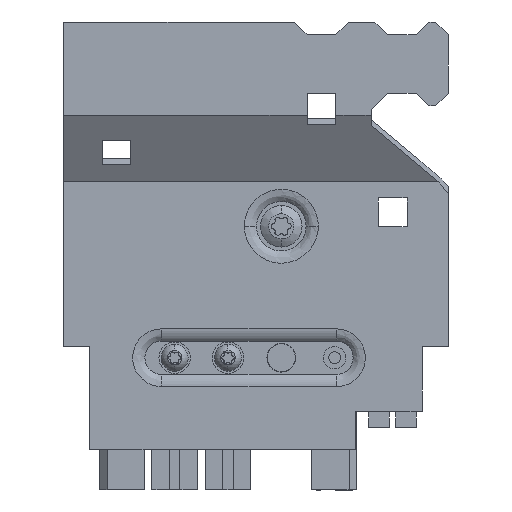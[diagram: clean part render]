
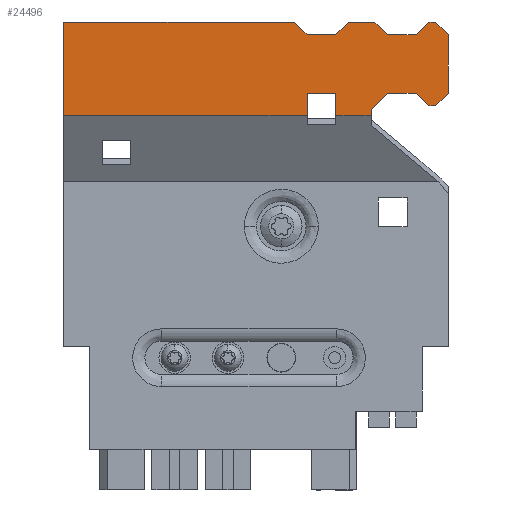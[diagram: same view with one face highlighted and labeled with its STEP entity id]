
A CAD part, front view. The second image highlights one B-rep face of the part: STEP entity #24496.
In plain terms, the highlighted planar face has unit normal (0, -1, 0).
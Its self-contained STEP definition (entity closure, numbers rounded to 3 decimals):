
#24339=AXIS2_PLACEMENT_3D('Plane Axis2P3D',#24336,#24337,#24338) ;
#22866=CARTESIAN_POINT('Line Origine',(40.45,0.,53.588)) ;
#22870=CARTESIAN_POINT('Vertex',(42.001,0.,53.588)) ;
#22872=CARTESIAN_POINT('Vertex',(38.9,0.,53.588)) ;
#22893=CARTESIAN_POINT('Vertex',(34.8,0.,53.588)) ;
#22896=CARTESIAN_POINT('Line Origine',(17.4,0.,53.588)) ;
#22900=CARTESIAN_POINT('Vertex',(0.,0.,53.588)) ;
#22912=CARTESIAN_POINT('Vertex',(44.001,0.,53.588)) ;
#22915=CARTESIAN_POINT('Line Origine',(43.001,0.,53.588)) ;
#22972=CARTESIAN_POINT('Line Origine',(0.,0.,60.242)) ;
#22976=CARTESIAN_POINT('Vertex',(0.,0.,66.896)) ;
#24319=CARTESIAN_POINT('Vertex',(44.001,0.,54.397)) ;
#24322=CARTESIAN_POINT('Line Origine',(44.001,0.,53.992)) ;
#24336=CARTESIAN_POINT('Axis2P3D Location',(23.5,0.,17.498)) ;
#24341=CARTESIAN_POINT('Line Origine',(45.15,0.,55.546)) ;
#24345=CARTESIAN_POINT('Vertex',(46.3,0.,56.696)) ;
#24348=CARTESIAN_POINT('Line Origine',(48.35,0.,56.696)) ;
#24352=CARTESIAN_POINT('Vertex',(50.4,0.,56.696)) ;
#24355=CARTESIAN_POINT('Line Origine',(51.3,0.,55.796)) ;
#24359=CARTESIAN_POINT('Vertex',(52.2,0.,54.896)) ;
#24362=CARTESIAN_POINT('Line Origine',(52.7,0.,54.896)) ;
#24366=CARTESIAN_POINT('Vertex',(53.2,0.,54.896)) ;
#24369=CARTESIAN_POINT('Line Origine',(54.1,0.,55.796)) ;
#24373=CARTESIAN_POINT('Vertex',(55.,0.,56.696)) ;
#24376=CARTESIAN_POINT('Line Origine',(55.,0.,60.896)) ;
#24380=CARTESIAN_POINT('Vertex',(55.,0.,65.096)) ;
#24383=CARTESIAN_POINT('Line Origine',(54.1,0.,65.996)) ;
#24387=CARTESIAN_POINT('Vertex',(53.2,0.,66.896)) ;
#24390=CARTESIAN_POINT('Line Origine',(52.7,0.,66.896)) ;
#24394=CARTESIAN_POINT('Vertex',(52.2,0.,66.896)) ;
#24397=CARTESIAN_POINT('Line Origine',(51.3,0.,65.996)) ;
#24401=CARTESIAN_POINT('Vertex',(50.4,0.,65.096)) ;
#24404=CARTESIAN_POINT('Line Origine',(48.35,0.,65.096)) ;
#24408=CARTESIAN_POINT('Vertex',(46.3,0.,65.096)) ;
#24411=CARTESIAN_POINT('Line Origine',(45.4,0.,65.996)) ;
#24415=CARTESIAN_POINT('Vertex',(44.5,0.,66.896)) ;
#24418=CARTESIAN_POINT('Line Origine',(42.6,0.,66.896)) ;
#24422=CARTESIAN_POINT('Vertex',(40.7,0.,66.896)) ;
#24425=CARTESIAN_POINT('Line Origine',(39.8,0.,65.996)) ;
#24429=CARTESIAN_POINT('Vertex',(38.9,0.,65.096)) ;
#24432=CARTESIAN_POINT('Line Origine',(36.85,0.,65.096)) ;
#24436=CARTESIAN_POINT('Vertex',(34.8,0.,65.096)) ;
#24439=CARTESIAN_POINT('Line Origine',(33.9,0.,65.996)) ;
#24443=CARTESIAN_POINT('Vertex',(33.,0.,66.896)) ;
#24446=CARTESIAN_POINT('Line Origine',(16.5,0.,66.896)) ;
#24451=CARTESIAN_POINT('Line Origine',(34.8,0.,55.142)) ;
#24455=CARTESIAN_POINT('Vertex',(34.8,0.,56.696)) ;
#24458=CARTESIAN_POINT('Line Origine',(36.85,0.,56.696)) ;
#24462=CARTESIAN_POINT('Vertex',(38.9,0.,56.696)) ;
#24465=CARTESIAN_POINT('Line Origine',(38.9,0.,55.142)) ;
#22867=DIRECTION('Vector Direction',(-1.,0.,0.)) ;
#22897=DIRECTION('Vector Direction',(-1.,0.,0.)) ;
#22916=DIRECTION('Vector Direction',(-1.,0.,0.)) ;
#22973=DIRECTION('Vector Direction',(0.,0.,1.)) ;
#24323=DIRECTION('Vector Direction',(0.,0.,-1.)) ;
#24337=DIRECTION('Axis2P3D Direction',(0.,1.,0.)) ;
#24338=DIRECTION('Axis2P3D XDirection',(-1.,0.,0.)) ;
#24342=DIRECTION('Vector Direction',(0.707,0.,0.707)) ;
#24349=DIRECTION('Vector Direction',(1.,0.,0.)) ;
#24356=DIRECTION('Vector Direction',(0.707,0.,-0.707)) ;
#24363=DIRECTION('Vector Direction',(1.,0.,0.)) ;
#24370=DIRECTION('Vector Direction',(0.707,0.,0.707)) ;
#24377=DIRECTION('Vector Direction',(0.,0.,-1.)) ;
#24384=DIRECTION('Vector Direction',(0.707,0.,-0.707)) ;
#24391=DIRECTION('Vector Direction',(1.,0.,0.)) ;
#24398=DIRECTION('Vector Direction',(0.707,0.,0.707)) ;
#24405=DIRECTION('Vector Direction',(1.,0.,0.)) ;
#24412=DIRECTION('Vector Direction',(0.707,0.,-0.707)) ;
#24419=DIRECTION('Vector Direction',(1.,0.,0.)) ;
#24426=DIRECTION('Vector Direction',(0.707,0.,0.707)) ;
#24433=DIRECTION('Vector Direction',(1.,0.,0.)) ;
#24440=DIRECTION('Vector Direction',(0.707,0.,-0.707)) ;
#24447=DIRECTION('Vector Direction',(-1.,0.,0.)) ;
#24452=DIRECTION('Vector Direction',(0.,0.,1.)) ;
#24459=DIRECTION('Vector Direction',(-1.,0.,0.)) ;
#24466=DIRECTION('Vector Direction',(0.,0.,-1.)) ;
#22868=VECTOR('Line Direction',#22867,1.) ;
#22898=VECTOR('Line Direction',#22897,1.) ;
#22917=VECTOR('Line Direction',#22916,1.) ;
#22974=VECTOR('Line Direction',#22973,1.) ;
#24324=VECTOR('Line Direction',#24323,1.) ;
#24343=VECTOR('Line Direction',#24342,1.) ;
#24350=VECTOR('Line Direction',#24349,1.) ;
#24357=VECTOR('Line Direction',#24356,1.) ;
#24364=VECTOR('Line Direction',#24363,1.) ;
#24371=VECTOR('Line Direction',#24370,1.) ;
#24378=VECTOR('Line Direction',#24377,1.) ;
#24385=VECTOR('Line Direction',#24384,1.) ;
#24392=VECTOR('Line Direction',#24391,1.) ;
#24399=VECTOR('Line Direction',#24398,1.) ;
#24406=VECTOR('Line Direction',#24405,1.) ;
#24413=VECTOR('Line Direction',#24412,1.) ;
#24420=VECTOR('Line Direction',#24419,1.) ;
#24427=VECTOR('Line Direction',#24426,1.) ;
#24434=VECTOR('Line Direction',#24433,1.) ;
#24441=VECTOR('Line Direction',#24440,1.) ;
#24448=VECTOR('Line Direction',#24447,1.) ;
#24453=VECTOR('Line Direction',#24452,1.) ;
#24460=VECTOR('Line Direction',#24459,1.) ;
#24467=VECTOR('Line Direction',#24466,1.) ;
#24471=ORIENTED_EDGE('',*,*,#24326,.F.) ;
#24472=ORIENTED_EDGE('',*,*,#24347,.T.) ;
#24473=ORIENTED_EDGE('',*,*,#24354,.T.) ;
#24474=ORIENTED_EDGE('',*,*,#24361,.T.) ;
#24475=ORIENTED_EDGE('',*,*,#24368,.T.) ;
#24476=ORIENTED_EDGE('',*,*,#24375,.T.) ;
#24477=ORIENTED_EDGE('',*,*,#24382,.F.) ;
#24478=ORIENTED_EDGE('',*,*,#24389,.F.) ;
#24479=ORIENTED_EDGE('',*,*,#24396,.F.) ;
#24480=ORIENTED_EDGE('',*,*,#24403,.F.) ;
#24481=ORIENTED_EDGE('',*,*,#24410,.F.) ;
#24482=ORIENTED_EDGE('',*,*,#24417,.F.) ;
#24483=ORIENTED_EDGE('',*,*,#24424,.F.) ;
#24484=ORIENTED_EDGE('',*,*,#24431,.F.) ;
#24485=ORIENTED_EDGE('',*,*,#24438,.F.) ;
#24486=ORIENTED_EDGE('',*,*,#24445,.F.) ;
#24487=ORIENTED_EDGE('',*,*,#24450,.T.) ;
#24488=ORIENTED_EDGE('',*,*,#22978,.F.) ;
#24489=ORIENTED_EDGE('',*,*,#22902,.F.) ;
#24490=ORIENTED_EDGE('',*,*,#24457,.T.) ;
#24491=ORIENTED_EDGE('',*,*,#24464,.F.) ;
#24492=ORIENTED_EDGE('',*,*,#24469,.T.) ;
#24493=ORIENTED_EDGE('',*,*,#22874,.F.) ;
#24494=ORIENTED_EDGE('',*,*,#22919,.F.) ;
#24496=ADVANCED_FACE('shild',(#24495),#24340,.F.) ;
#22874=EDGE_CURVE('',#22871,#22873,#22869,.T.) ;
#22902=EDGE_CURVE('',#22894,#22901,#22899,.T.) ;
#22919=EDGE_CURVE('',#22913,#22871,#22918,.T.) ;
#22978=EDGE_CURVE('',#22901,#22977,#22975,.T.) ;
#24326=EDGE_CURVE('',#24320,#22913,#24325,.T.) ;
#24347=EDGE_CURVE('',#24320,#24346,#24344,.T.) ;
#24354=EDGE_CURVE('',#24346,#24353,#24351,.T.) ;
#24361=EDGE_CURVE('',#24353,#24360,#24358,.T.) ;
#24368=EDGE_CURVE('',#24360,#24367,#24365,.T.) ;
#24375=EDGE_CURVE('',#24367,#24374,#24372,.T.) ;
#24382=EDGE_CURVE('',#24381,#24374,#24379,.T.) ;
#24389=EDGE_CURVE('',#24388,#24381,#24386,.T.) ;
#24396=EDGE_CURVE('',#24395,#24388,#24393,.T.) ;
#24403=EDGE_CURVE('',#24402,#24395,#24400,.T.) ;
#24410=EDGE_CURVE('',#24409,#24402,#24407,.T.) ;
#24417=EDGE_CURVE('',#24416,#24409,#24414,.T.) ;
#24424=EDGE_CURVE('',#24423,#24416,#24421,.T.) ;
#24431=EDGE_CURVE('',#24430,#24423,#24428,.T.) ;
#24438=EDGE_CURVE('',#24437,#24430,#24435,.T.) ;
#24445=EDGE_CURVE('',#24444,#24437,#24442,.T.) ;
#24450=EDGE_CURVE('',#24444,#22977,#24449,.T.) ;
#24457=EDGE_CURVE('',#22894,#24456,#24454,.T.) ;
#24464=EDGE_CURVE('',#24463,#24456,#24461,.T.) ;
#24469=EDGE_CURVE('',#24463,#22873,#24468,.T.) ;
#24470=EDGE_LOOP('',(#24471,#24472,#24473,#24474,#24475,#24476,#24477,#24478,#24479,#24480,#24481,#24482,#24483,#24484,#24485,#24486,#24487,#24488,#24489,#24490,#24491,#24492,#24493,#24494)) ;
#24495=FACE_OUTER_BOUND('',#24470,.T.) ;
#22869=LINE('Line',#22866,#22868) ;
#22899=LINE('Line',#22896,#22898) ;
#22918=LINE('Line',#22915,#22917) ;
#22975=LINE('Line',#22972,#22974) ;
#24325=LINE('Line',#24322,#24324) ;
#24344=LINE('Line',#24341,#24343) ;
#24351=LINE('Line',#24348,#24350) ;
#24358=LINE('Line',#24355,#24357) ;
#24365=LINE('Line',#24362,#24364) ;
#24372=LINE('Line',#24369,#24371) ;
#24379=LINE('Line',#24376,#24378) ;
#24386=LINE('Line',#24383,#24385) ;
#24393=LINE('Line',#24390,#24392) ;
#24400=LINE('Line',#24397,#24399) ;
#24407=LINE('Line',#24404,#24406) ;
#24414=LINE('Line',#24411,#24413) ;
#24421=LINE('Line',#24418,#24420) ;
#24428=LINE('Line',#24425,#24427) ;
#24435=LINE('Line',#24432,#24434) ;
#24442=LINE('Line',#24439,#24441) ;
#24449=LINE('Line',#24446,#24448) ;
#24454=LINE('Line',#24451,#24453) ;
#24461=LINE('Line',#24458,#24460) ;
#24468=LINE('Line',#24465,#24467) ;
#24340=PLANE('',#24339) ;
#22871=VERTEX_POINT('',#22870) ;
#22873=VERTEX_POINT('',#22872) ;
#22894=VERTEX_POINT('',#22893) ;
#22901=VERTEX_POINT('',#22900) ;
#22913=VERTEX_POINT('',#22912) ;
#22977=VERTEX_POINT('',#22976) ;
#24320=VERTEX_POINT('',#24319) ;
#24346=VERTEX_POINT('',#24345) ;
#24353=VERTEX_POINT('',#24352) ;
#24360=VERTEX_POINT('',#24359) ;
#24367=VERTEX_POINT('',#24366) ;
#24374=VERTEX_POINT('',#24373) ;
#24381=VERTEX_POINT('',#24380) ;
#24388=VERTEX_POINT('',#24387) ;
#24395=VERTEX_POINT('',#24394) ;
#24402=VERTEX_POINT('',#24401) ;
#24409=VERTEX_POINT('',#24408) ;
#24416=VERTEX_POINT('',#24415) ;
#24423=VERTEX_POINT('',#24422) ;
#24430=VERTEX_POINT('',#24429) ;
#24437=VERTEX_POINT('',#24436) ;
#24444=VERTEX_POINT('',#24443) ;
#24456=VERTEX_POINT('',#24455) ;
#24463=VERTEX_POINT('',#24462) ;
